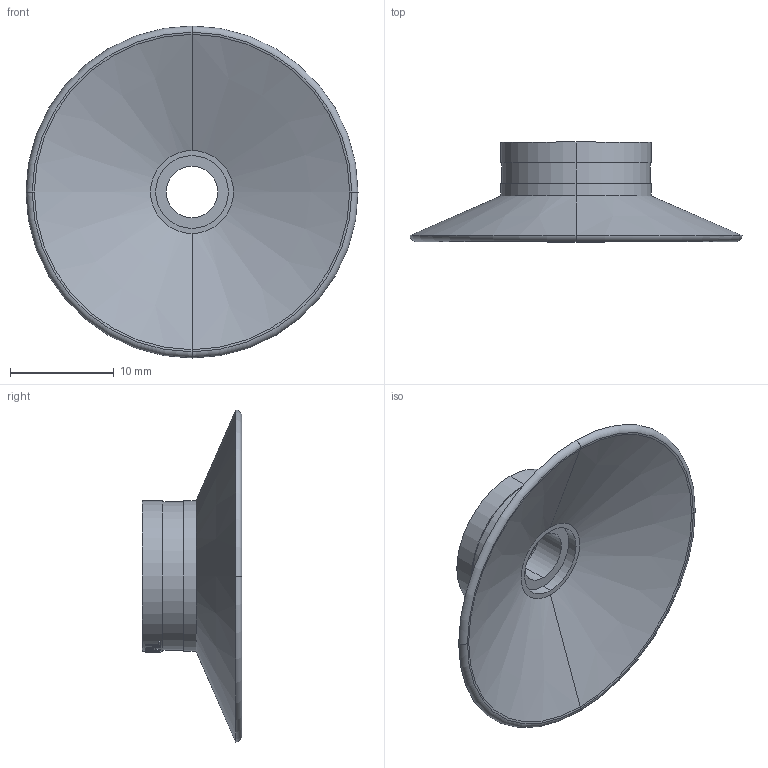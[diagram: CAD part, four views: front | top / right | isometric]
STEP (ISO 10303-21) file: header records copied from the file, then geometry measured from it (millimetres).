
FILE_DESCRIPTION(('STEP AP214'),'1');
FILE_NAME('COVAL_VPU30NBR.stp','2017-12-27T18:38:51',('TraceParts'),('TraceParts S.A.'),'Spatial InterOp 3D',' ',' ');
FILE_SCHEMA(('automotive_design'));
Length unit declared in the file: millimetre
Products named in the file (1): COVAL_VPU30NBR
Bounding box: 32 x 9.6 x 32 mm (x, y, z)
Volume: 1509.7 mm3; surface area: 2190.2 mm2
Topology: 1 solids, 2 shells, 90 faces, 215 edges, 136 vertices
Faces by surface type: bspline 29, cylinder 24, plane 19, torus 14, cone 4
Entity records: 6302 total; most frequent: CARTESIAN_POINT 3676, ORIENTED_EDGE 430, DIRECTION 326, EDGE_CURVE 215, AXIS2_PLACEMENT_3D 146, VERTEX_POINT 136, EDGE_LOOP 101, B_SPLINE_CURVE_WITH_KNOTS 97
